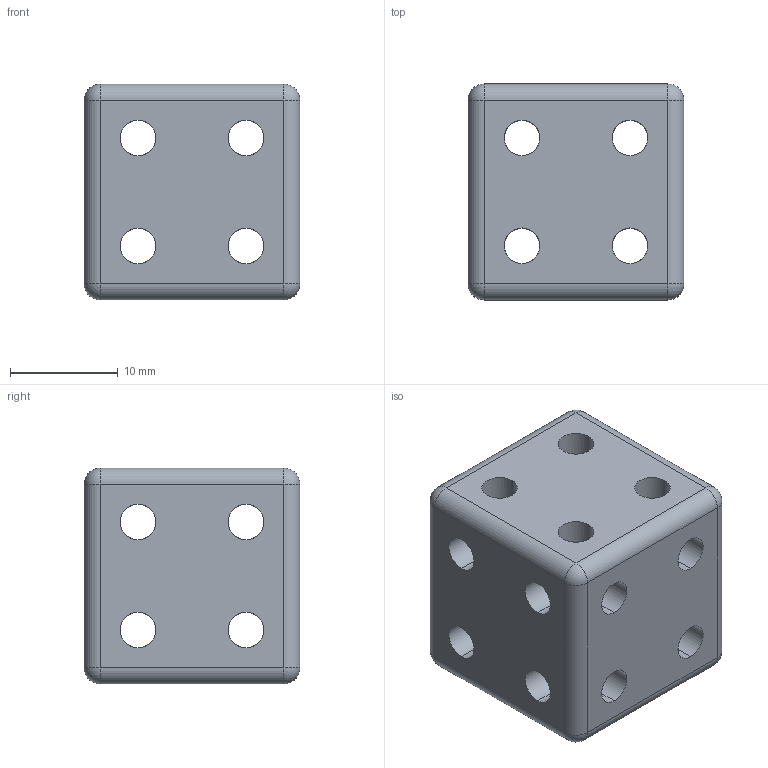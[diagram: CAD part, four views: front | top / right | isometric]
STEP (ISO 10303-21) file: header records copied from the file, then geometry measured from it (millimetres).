
FILE_DESCRIPTION (( 'STEP AP214' ), '1' );
FILE_NAME ('Projet Ornatus, prototype 1.STEP', '2023-02-02T13:01:35', ( '' ), ( '' ), 'SwSTEP 2.0', 'SolidWorks 2021', '' );
FILE_SCHEMA (( 'AUTOMOTIVE_DESIGN' ));
Length unit declared in the file: millimetre
Products named in the file (1): Projet Ornatus, prototype 1
Bounding box: 20 x 20 x 20 mm (x, y, z)
Volume: 6242.5 mm3; surface area: 3786.6 mm2
Topology: 1 solids, 1 shells, 98 faces, 336 edges, 200 vertices
Faces by surface type: cylinder 84, sphere 8, plane 6
Entity records: 4434 total; most frequent: CARTESIAN_POINT 1107, ORIENTED_EDGE 656, DIRECTION 438, EDGE_CURVE 328, VERTEX_POINT 200, AXIS2_PLACEMENT_3D 171, EDGE_LOOP 122, FACE_OUTER_BOUND 98
